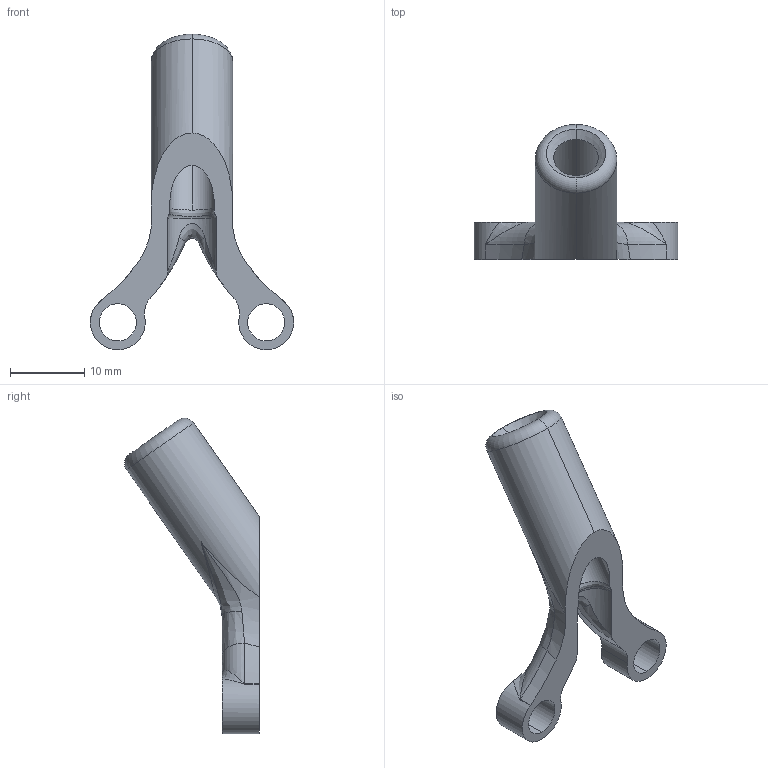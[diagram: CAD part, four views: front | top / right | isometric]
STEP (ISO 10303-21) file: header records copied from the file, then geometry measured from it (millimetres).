
FILE_DESCRIPTION (( 'STEP AP214' ), '1' );
FILE_NAME ('Antennenhalterung Cherry.STEP', '2021-12-27T19:41:08', ( '' ), ( '' ), 'SwSTEP 2.0', 'SolidWorks 2017', '' );
FILE_SCHEMA (( 'AUTOMOTIVE_DESIGN' ));
Length unit declared in the file: millimetre
Products named in the file (1): Antennenhalterung Cherry
Bounding box: 27.39 x 18.15 x 42.52 mm (x, y, z)
Volume: 2214.9 mm3; surface area: 2187.6 mm2
Topology: 1 solids, 1 shells, 45 faces, 121 edges, 74 vertices
Faces by surface type: cylinder 23, bspline 13, torus 5, cone 2, plane 2
Entity records: 2420 total; most frequent: CARTESIAN_POINT 1361, ORIENTED_EDGE 238, DIRECTION 194, EDGE_CURVE 119, AXIS2_PLACEMENT_3D 85, VERTEX_POINT 74, CIRCLE 52, EDGE_LOOP 49
